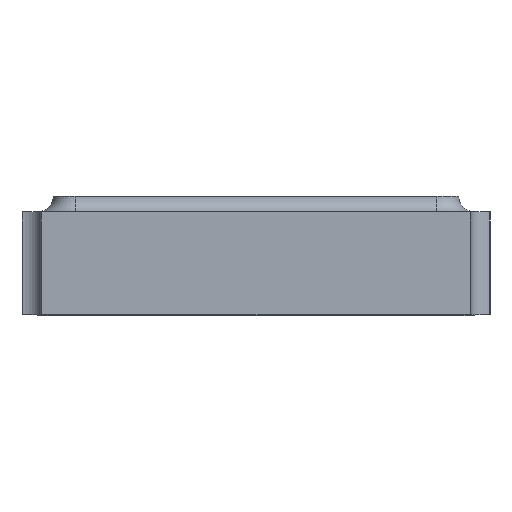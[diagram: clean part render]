
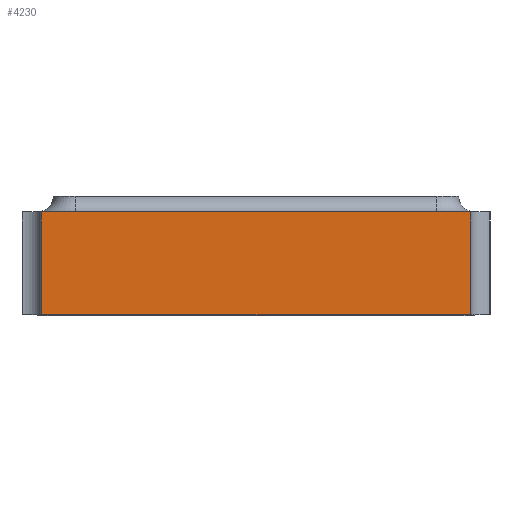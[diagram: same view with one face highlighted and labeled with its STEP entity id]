
A CAD part, left-side view. The second image highlights one B-rep face of the part: STEP entity #4230.
In plain terms, the highlighted planar face has unit normal (-1, 0, 0).
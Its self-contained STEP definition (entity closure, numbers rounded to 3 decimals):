
#3220 = PLANE('',#3221);
#3221 = AXIS2_PLACEMENT_3D('',#3222,#3223,#3224);
#3222 = CARTESIAN_POINT('',(-1.6,-0.75,0.003));
#3223 = DIRECTION('',(0.,0.,1.));
#3224 = DIRECTION('',(0.,-1.,0.));
#3557 = VERTEX_POINT('',#3558);
#3558 = CARTESIAN_POINT('',(-1.6,-0.688,0.003));
#3573 = CYLINDRICAL_SURFACE('',#3574,0.063);
#3574 = AXIS2_PLACEMENT_3D('',#3575,#3576,#3577);
#3575 = CARTESIAN_POINT('',(-1.6,-0.75,0.383));
#3576 = DIRECTION('',(0.,0.,-1.));
#3577 = DIRECTION('',(0.,1.,0.));
#3585 = EDGE_CURVE('',#3586,#3557,#3588,.T.);
#3586 = VERTEX_POINT('',#3587);
#3587 = CARTESIAN_POINT('',(-1.6,0.688,0.003));
#3588 = SURFACE_CURVE('',#3589,(#3593,#3600),.PCURVE_S1.);
#3589 = LINE('',#3590,#3591);
#3590 = CARTESIAN_POINT('',(-1.6,0.75,0.003));
#3591 = VECTOR('',#3592,1.);
#3592 = DIRECTION('',(0.,-1.,0.));
#3593 = PCURVE('',#3220,#3594);
#3594 = DEFINITIONAL_REPRESENTATION('',(#3595),#3599);
#3595 = LINE('',#3596,#3597);
#3596 = CARTESIAN_POINT('',(-1.5,0.));
#3597 = VECTOR('',#3598,1.);
#3598 = DIRECTION('',(1.,0.));
#3599 = ( GEOMETRIC_REPRESENTATION_CONTEXT(2) 
PARAMETRIC_REPRESENTATION_CONTEXT() REPRESENTATION_CONTEXT('2D SPACE',''
  ) );
#3600 = PCURVE('',#3601,#3606);
#3601 = PLANE('',#3602);
#3602 = AXIS2_PLACEMENT_3D('',#3603,#3604,#3605);
#3603 = CARTESIAN_POINT('',(-1.6,0.75,0.383));
#3604 = DIRECTION('',(1.,0.,0.));
#3605 = DIRECTION('',(0.,1.,0.));
#3606 = DEFINITIONAL_REPRESENTATION('',(#3607),#3611);
#3607 = LINE('',#3608,#3609);
#3608 = CARTESIAN_POINT('',(0.,-0.38));
#3609 = VECTOR('',#3610,1.);
#3610 = DIRECTION('',(-1.,0.));
#3611 = ( GEOMETRIC_REPRESENTATION_CONTEXT(2) 
PARAMETRIC_REPRESENTATION_CONTEXT() REPRESENTATION_CONTEXT('2D SPACE',''
  ) );
#3630 = CYLINDRICAL_SURFACE('',#3631,0.063);
#3631 = AXIS2_PLACEMENT_3D('',#3632,#3633,#3634);
#3632 = CARTESIAN_POINT('',(-1.6,0.75,0.383));
#3633 = DIRECTION('',(0.,0.,-1.));
#3634 = DIRECTION('',(0.,1.,0.));
#3796 = PLANE('',#3797);
#3797 = AXIS2_PLACEMENT_3D('',#3798,#3799,#3800);
#3798 = CARTESIAN_POINT('',(-1.6,-0.75,0.333));
#3799 = DIRECTION('',(0.,0.,-1.));
#3800 = DIRECTION('',(0.,1.,0.));
#3983 = VERTEX_POINT('',#3984);
#3984 = CARTESIAN_POINT('',(-1.6,-0.688,0.333));
#4136 = VERTEX_POINT('',#4137);
#4137 = CARTESIAN_POINT('',(-1.6,0.688,0.333));
#4163 = EDGE_CURVE('',#3983,#4136,#4164,.T.);
#4164 = SURFACE_CURVE('',#4165,(#4169,#4176),.PCURVE_S1.);
#4165 = LINE('',#4166,#4167);
#4166 = CARTESIAN_POINT('',(-1.6,-0.75,0.333));
#4167 = VECTOR('',#4168,1.);
#4168 = DIRECTION('',(0.,1.,0.));
#4169 = PCURVE('',#3796,#4170);
#4170 = DEFINITIONAL_REPRESENTATION('',(#4171),#4175);
#4171 = LINE('',#4172,#4173);
#4172 = CARTESIAN_POINT('',(0.,0.));
#4173 = VECTOR('',#4174,1.);
#4174 = DIRECTION('',(1.,0.));
#4175 = ( GEOMETRIC_REPRESENTATION_CONTEXT(2) 
PARAMETRIC_REPRESENTATION_CONTEXT() REPRESENTATION_CONTEXT('2D SPACE',''
  ) );
#4176 = PCURVE('',#3601,#4177);
#4177 = DEFINITIONAL_REPRESENTATION('',(#4178),#4182);
#4178 = LINE('',#4179,#4180);
#4179 = CARTESIAN_POINT('',(-1.5,-0.05));
#4180 = VECTOR('',#4181,1.);
#4181 = DIRECTION('',(1.,0.));
#4182 = ( GEOMETRIC_REPRESENTATION_CONTEXT(2) 
PARAMETRIC_REPRESENTATION_CONTEXT() REPRESENTATION_CONTEXT('2D SPACE',''
  ) );
#4230 = ADVANCED_FACE('',(#4231),#3601,.F.);
#4231 = FACE_BOUND('',#4232,.T.);
#4232 = EDGE_LOOP('',(#4233,#4254,#4255,#4276));
#4233 = ORIENTED_EDGE('',*,*,#4234,.F.);
#4234 = EDGE_CURVE('',#3983,#3557,#4235,.T.);
#4235 = SURFACE_CURVE('',#4236,(#4240,#4247),.PCURVE_S1.);
#4236 = LINE('',#4237,#4238);
#4237 = CARTESIAN_POINT('',(-1.6,-0.688,0.383));
#4238 = VECTOR('',#4239,1.);
#4239 = DIRECTION('',(0.,0.,-1.));
#4240 = PCURVE('',#3601,#4241);
#4241 = DEFINITIONAL_REPRESENTATION('',(#4242),#4246);
#4242 = LINE('',#4243,#4244);
#4243 = CARTESIAN_POINT('',(-1.438,0.));
#4244 = VECTOR('',#4245,1.);
#4245 = DIRECTION('',(0.,-1.));
#4246 = ( GEOMETRIC_REPRESENTATION_CONTEXT(2) 
PARAMETRIC_REPRESENTATION_CONTEXT() REPRESENTATION_CONTEXT('2D SPACE',''
  ) );
#4247 = PCURVE('',#3573,#4248);
#4248 = DEFINITIONAL_REPRESENTATION('',(#4249),#4253);
#4249 = LINE('',#4250,#4251);
#4250 = CARTESIAN_POINT('',(0.,0.));
#4251 = VECTOR('',#4252,1.);
#4252 = DIRECTION('',(0.,1.));
#4253 = ( GEOMETRIC_REPRESENTATION_CONTEXT(2) 
PARAMETRIC_REPRESENTATION_CONTEXT() REPRESENTATION_CONTEXT('2D SPACE',''
  ) );
#4254 = ORIENTED_EDGE('',*,*,#4163,.T.);
#4255 = ORIENTED_EDGE('',*,*,#4256,.T.);
#4256 = EDGE_CURVE('',#4136,#3586,#4257,.T.);
#4257 = SURFACE_CURVE('',#4258,(#4262,#4269),.PCURVE_S1.);
#4258 = LINE('',#4259,#4260);
#4259 = CARTESIAN_POINT('',(-1.6,0.688,0.383));
#4260 = VECTOR('',#4261,1.);
#4261 = DIRECTION('',(0.,0.,-1.));
#4262 = PCURVE('',#3601,#4263);
#4263 = DEFINITIONAL_REPRESENTATION('',(#4264),#4268);
#4264 = LINE('',#4265,#4266);
#4265 = CARTESIAN_POINT('',(-0.063,0.));
#4266 = VECTOR('',#4267,1.);
#4267 = DIRECTION('',(0.,-1.));
#4268 = ( GEOMETRIC_REPRESENTATION_CONTEXT(2) 
PARAMETRIC_REPRESENTATION_CONTEXT() REPRESENTATION_CONTEXT('2D SPACE',''
  ) );
#4269 = PCURVE('',#3630,#4270);
#4270 = DEFINITIONAL_REPRESENTATION('',(#4271),#4275);
#4271 = LINE('',#4272,#4273);
#4272 = CARTESIAN_POINT('',(3.142,0.));
#4273 = VECTOR('',#4274,1.);
#4274 = DIRECTION('',(0.,1.));
#4275 = ( GEOMETRIC_REPRESENTATION_CONTEXT(2) 
PARAMETRIC_REPRESENTATION_CONTEXT() REPRESENTATION_CONTEXT('2D SPACE',''
  ) );
#4276 = ORIENTED_EDGE('',*,*,#3585,.T.);
